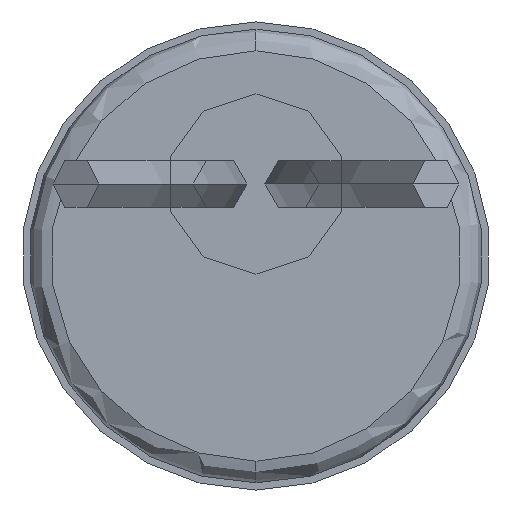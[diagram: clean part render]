
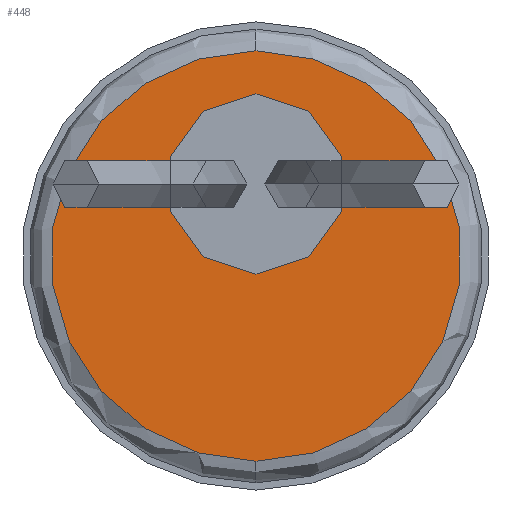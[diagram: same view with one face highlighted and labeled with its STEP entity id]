
A CAD part, left-side view. The second image highlights one B-rep face of the part: STEP entity #448.
In plain terms, the highlighted planar face has unit normal (-1, 0, 0).
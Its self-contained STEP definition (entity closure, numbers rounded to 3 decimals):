
#4 = DIRECTION ( 'NONE',  ( -1., 0., 0. ) ) ;
#6 = CARTESIAN_POINT ( 'NONE',  ( -1.2, 0., 0. ) ) ;
#37 = VERTEX_POINT ( 'NONE', #103 ) ;
#88 = AXIS2_PLACEMENT_3D ( 'NONE', #664, #4, #347 ) ;
#103 = CARTESIAN_POINT ( 'NONE',  ( -1.2, 0., 2.85 ) ) ;
#104 = DIRECTION ( 'NONE',  ( 1., 0., 0. ) ) ;
#204 = DIRECTION ( 'NONE',  ( 0., 1., 0. ) ) ;
#227 = EDGE_CURVE ( 'NONE', #543, #37, #578, .T. ) ;
#241 = EDGE_LOOP ( 'NONE', ( #363, #540 ) ) ;
#256 = EDGE_CURVE ( 'NONE', #37, #543, #382, .T. ) ;
#260 = DIRECTION ( 'NONE',  ( -1., 0., 0. ) ) ;
#288 = AXIS2_PLACEMENT_3D ( 'NONE', #6, #104, #204 ) ;
#347 = DIRECTION ( 'NONE',  ( 0., 0., -1. ) ) ;
#363 = ORIENTED_EDGE ( 'NONE', *, *, #227, .T. ) ;
#364 = PLANE ( 'NONE',  #288 ) ;
#382 = CIRCLE ( 'NONE', #88, 2.85 ) ;
#415 = CARTESIAN_POINT ( 'NONE',  ( -1.2, 0., 0. ) ) ;
#448 = ADVANCED_FACE ( 'NONE', ( #470 ), #364, .F. ) ;
#455 = AXIS2_PLACEMENT_3D ( 'NONE', #415, #260, #657 ) ;
#470 = FACE_OUTER_BOUND ( 'NONE', #241, .T. ) ;
#540 = ORIENTED_EDGE ( 'NONE', *, *, #256, .T. ) ;
#543 = VERTEX_POINT ( 'NONE', #646 ) ;
#578 = CIRCLE ( 'NONE', #455, 2.85 ) ;
#646 = CARTESIAN_POINT ( 'NONE',  ( -1.2, 0., -2.85 ) ) ;
#657 = DIRECTION ( 'NONE',  ( 0., 0., -1. ) ) ;
#664 = CARTESIAN_POINT ( 'NONE',  ( -1.2, 0., 0. ) ) ;
